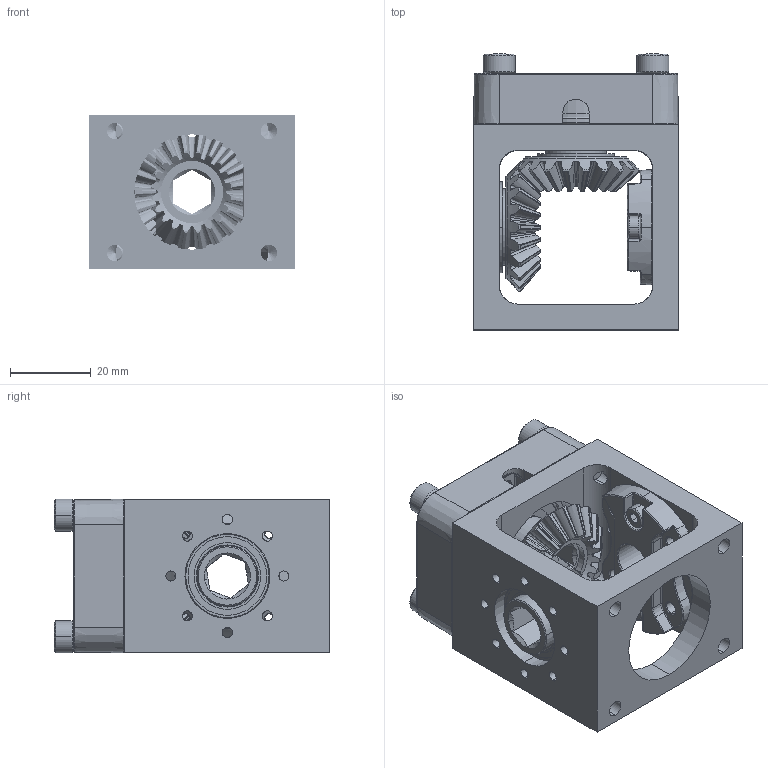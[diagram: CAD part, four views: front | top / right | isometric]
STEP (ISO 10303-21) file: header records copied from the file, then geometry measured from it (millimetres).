
FILE_DESCRIPTION (( 'STEP AP214' ), '1' );
FILE_NAME ('am-5475 375H Pass Through Bevel Assembly (375IN Hex Input).STEP', '2025-05-19T20:18:15', ( '' ), ( '' ), 'SwSTEP 2.0', 'SolidWorks 2024', '' );
FILE_SCHEMA (( 'AUTOMOTIVE_DESIGN' ));
Length unit declared in the file: inch
Products named in the file (10): am-1047 10-32 x 0750 SHCS_am-1047 10-32 x 0750 SHCS; Mating am-4869 Bevel Gear MOD1.5, 20T, 375H; am-4869 Bevel Gear MOD1.5, 20T, 375H_am-4869 Bevel Gear MOD1.5, 20T, 375H; am-5535 375H Pass Through Bevel Housing; am-5536 15 mm ID x 21mm OD x 4mm Thick Flanged Bearing (F6702ZZ)_4390N165; am-4489 FR6 2RS-Hex HD Bearing; SHCS M3 x 8mm with patch am-1500_am-1500 M3x8mm SHCS (Patched); am-5534 0.430x21mm OD NeveRest Pattern Flanged Bushing for 0.375IN Hex_Counterbore; am-5475 375H Pass Through Bevel Assembly (375IN Hex Input); am-5537 NeveRest Spacer Mount
Assembly tree (14 placements, depth 3):
  am-5475 375H Pass Through Bevel Assembly (375IN Hex Input)
    am-5535 375H Pass Through Bevel Housing
    am-5537 NeveRest Spacer Mount
    am-5536 15 mm ID x 21mm OD x 4mm Thick Flanged Bearing (F6702ZZ)_4390N165
    am-5534 0.430x21mm OD NeveRest Pattern Flanged Bushing for 0.375IN Hex_Counterbore
    Mating am-4869 Bevel Gear MOD1.5, 20T, 375H
      am-4869 Bevel Gear MOD1.5, 20T, 375H_am-4869 Bevel Gear MOD1.5, 20T, 375H  x2
    SHCS M3 x 8mm with patch am-1500_am-1500 M3x8mm SHCS (Patched)  x2
    am-1047 10-32 x 0750 SHCS_am-1047 10-32 x 0750 SHCS  x4
    am-4489 FR6 2RS-Hex HD Bearing
Bounding box: 50.8 x 68.33 x 38.1 mm (x, y, z)
Volume: 56204.3 mm3; surface area: 41443.1 mm2
Topology: 30 solids, 30 shells, 2683 faces, 6934 edges, 4267 vertices
Faces by surface type: cylinder 925, bspline 554, torus 497, cone 364, plane 286, sphere 57
Entity records: 77262 total; most frequent: CARTESIAN_POINT 33355, ORIENTED_EDGE 9568, DIRECTION 8816, EDGE_CURVE 4784, AXIS2_PLACEMENT_3D 3828, VERTEX_POINT 2898, CIRCLE 2237, EDGE_LOOP 2098
